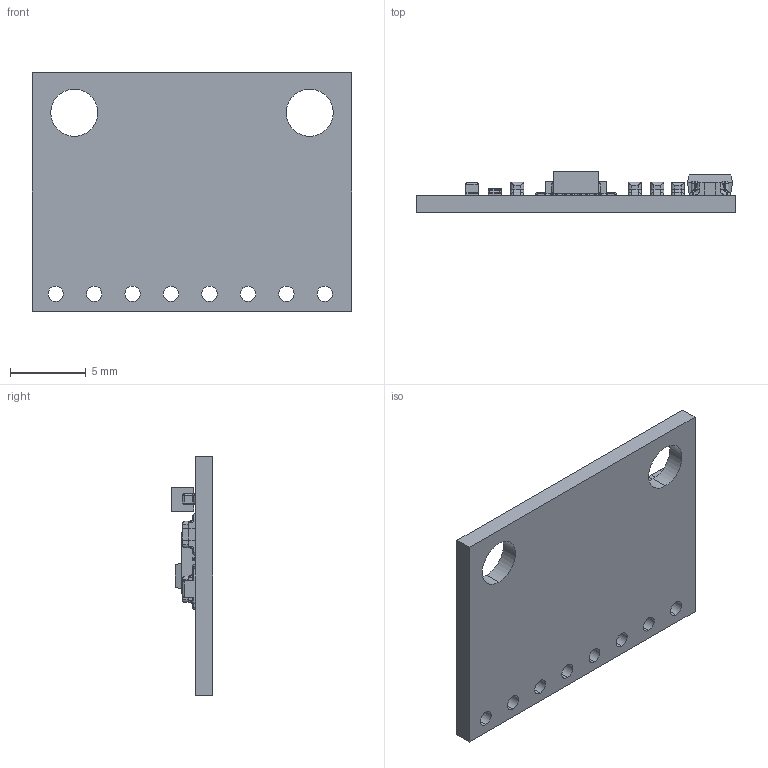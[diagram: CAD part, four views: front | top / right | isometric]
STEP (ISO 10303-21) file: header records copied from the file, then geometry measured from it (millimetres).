
FILE_DESCRIPTION (( 'STEP AP203' ), '1' );
FILE_NAME ('MPU60503_Default_sldprt.STEP', '2022-09-20T08:33:34', ( '' ), ( '' ), 'SwSTEP 2.0', 'SolidWorks 2020', '' );
FILE_SCHEMA (( 'CONFIG_CONTROL_DESIGN' ));
Length unit declared in the file: millimetre
Products named in the file (1): MPU60503_Default_sldprt
Bounding box: 21.11 x 2.74 x 15.75 mm (x, y, z)
Volume: 396 mm3; surface area: 954.9 mm2
Topology: 15 solids, 15 shells, 874 faces, 2161 edges, 1246 vertices
Faces by surface type: plane 375, cylinder 325, bspline 126, torus 48
Entity records: 27821 total; most frequent: CARTESIAN_POINT 8529, ORIENTED_EDGE 4178, DIRECTION 3801, EDGE_CURVE 2089, AXIS2_PLACEMENT_3D 1343, VERTEX_POINT 1246, LINE 1115, VECTOR 1115
